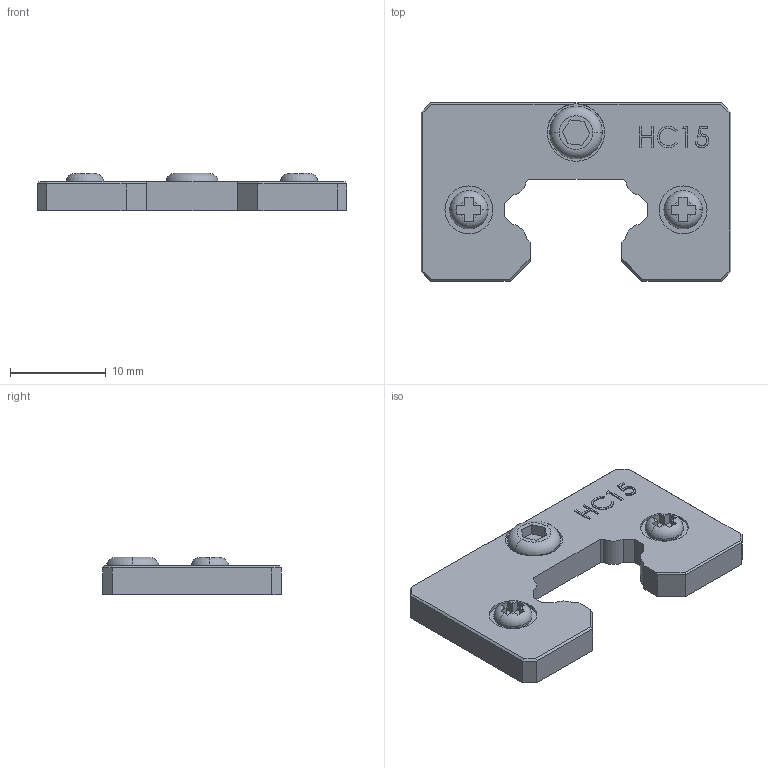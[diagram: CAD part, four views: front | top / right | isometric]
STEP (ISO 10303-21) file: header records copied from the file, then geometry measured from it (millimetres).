
FILE_DESCRIPTION (( 'STEP AP214' ), '1' );
FILE_NAME ('HGW15CC3.STEP', '2019-04-28T23:05:52', ( '' ), ( '' ), 'SwSTEP 2.0', 'SolidWorks 2019', '' );
FILE_SCHEMA (( 'AUTOMOTIVE_DESIGN' ));
Length unit declared in the file: millimetre
Products named in the file (1): HGW15CC3
Bounding box: 32.4 x 18.7 x 3.9 mm (x, y, z)
Volume: 1443.5 mm3; surface area: 1399.2 mm2
Topology: 1 solids, 1 shells, 151 faces, 401 edges, 262 vertices
Faces by surface type: plane 112, bspline 17, cylinder 16, torus 6
Entity records: 6286 total; most frequent: CARTESIAN_POINT 2035, ORIENTED_EDGE 802, DIRECTION 657, EDGE_CURVE 401, VECTOR 289, LINE 289, VERTEX_POINT 262, AXIS2_PLACEMENT_3D 184
